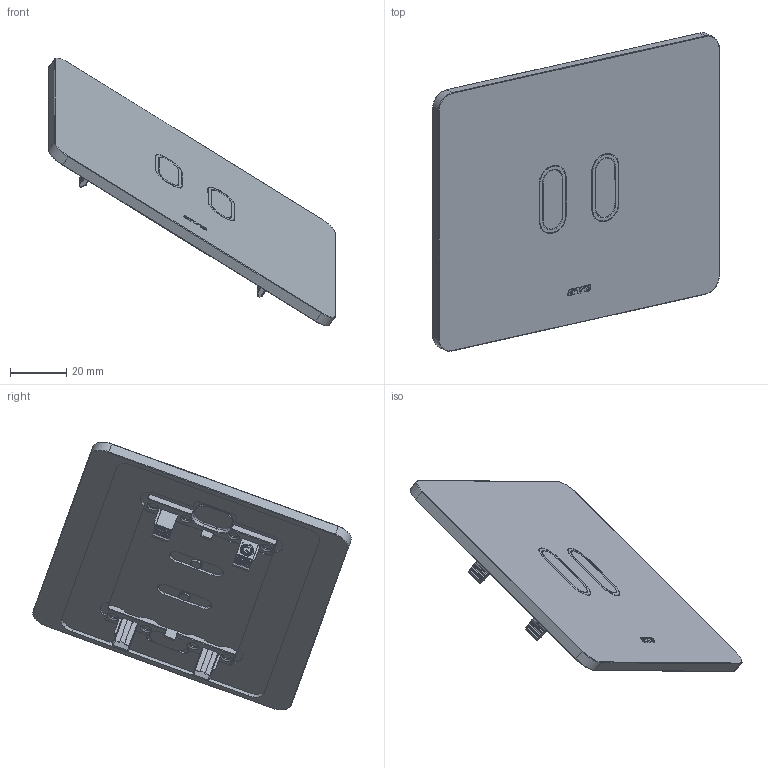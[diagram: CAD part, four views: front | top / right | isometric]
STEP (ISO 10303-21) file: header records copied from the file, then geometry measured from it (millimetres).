
FILE_DESCRIPTION(('CATIA V5 STEP Exchange'),'2;1');
FILE_NAME('44PSMCTC02@.stp','2024-10-03T08:30:27+00:00',('none'),('none'),'CATIA Version 5-6 Release 2016 SP6','CATIA V5 STEP AP203','none');
FILE_SCHEMA(('CONFIG_CONTROL_DESIGN'));
Length unit declared in the file: millimetre
Products named in the file (1): 44PSMCTC02@
Assembly tree (8 placements, depth 2):
  44PSMCTC02@
    #57  x2
    #11705
    #20787  x2
    #22193  x2
    #22381
Bounding box: 102.29 x 113.66 x 95.6 mm (x, y, z)
Volume: 40989.1 mm3; surface area: 31725.2 mm2
Topology: 7 solids, 7 shells, 958 faces, 2448 edges, 1506 vertices
Faces by surface type: plane 385, cylinder 348, bspline 76, torus 56, extrusion 37, sphere 36, cone 20
Entity records: 22401 total; most frequent: CARTESIAN_POINT 8595, ORIENTED_EDGE 3130, DIRECTION 2187, EDGE_CURVE 1565, VERTEX_POINT 991, AXIS2_PLACEMENT_3D 863, VECTOR 863, LINE 826
